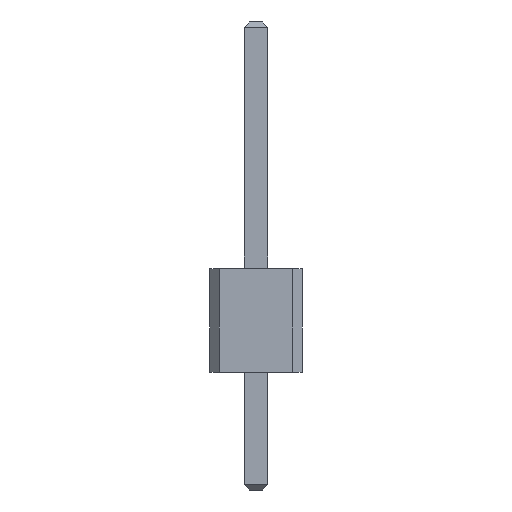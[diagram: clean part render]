
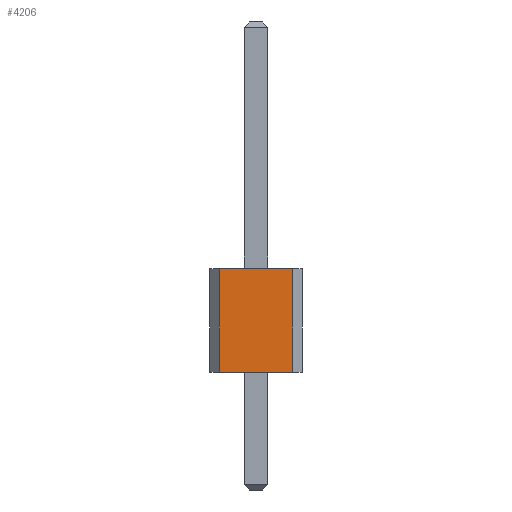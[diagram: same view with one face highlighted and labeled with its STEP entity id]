
A CAD part, left-side view. The second image highlights one B-rep face of the part: STEP entity #4206.
In plain terms, the highlighted planar face has unit normal (-1, 0, 0).
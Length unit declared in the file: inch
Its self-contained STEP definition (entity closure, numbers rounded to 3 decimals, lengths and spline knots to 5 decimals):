
#240=FACE_OUTER_BOUND('',#476,.T.);
#476=EDGE_LOOP('',(#3343,#3344,#3345,#3346));
#954=LINE('',#6426,#1530);
#957=LINE('',#6432,#1533);
#958=LINE('',#6434,#1534);
#959=LINE('',#6435,#1535);
#1530=VECTOR('',#5297,0.3937);
#1533=VECTOR('',#5302,0.3937);
#1534=VECTOR('',#5303,0.3937);
#1535=VECTOR('',#5304,0.3937);
#1952=VERTEX_POINT('',#6423);
#1953=VERTEX_POINT('',#6425);
#1955=VERTEX_POINT('',#6431);
#1956=VERTEX_POINT('',#6433);
#2466=EDGE_CURVE('',#1952,#1953,#954,.T.);
#2469=EDGE_CURVE('',#1955,#1952,#957,.T.);
#2470=EDGE_CURVE('',#1956,#1955,#958,.T.);
#2471=EDGE_CURVE('',#1956,#1953,#959,.T.);
#3343=ORIENTED_EDGE('',*,*,#2466,.F.);
#3344=ORIENTED_EDGE('',*,*,#2469,.F.);
#3345=ORIENTED_EDGE('',*,*,#2470,.F.);
#3346=ORIENTED_EDGE('',*,*,#2471,.T.);
#3970=PLANE('',#4478);
#4206=ADVANCED_FACE('',(#240),#3970,.T.);
#4478=AXIS2_PLACEMENT_3D('',#6430,#5300,#5301);
#5297=DIRECTION('',(0.,0.,1.));
#5300=DIRECTION('center_axis',(-1.,0.,0.));
#5301=DIRECTION('ref_axis',(0.,1.,0.));
#5302=DIRECTION('',(0.,1.,0.));
#5303=DIRECTION('',(0.,0.,-1.));
#5304=DIRECTION('',(0.,1.,0.));
#6423=CARTESIAN_POINT('',(-0.04853,0.03924,-0.00024));
#6425=CARTESIAN_POINT('',(-0.04853,0.03924,0.11));
#6426=CARTESIAN_POINT('',(-0.04853,0.03924,0.11));
#6430=CARTESIAN_POINT('Origin',(-0.04853,-0.04924,
0.11));
#6431=CARTESIAN_POINT('',(-0.04853,-0.03924,-0.00024));
#6432=CARTESIAN_POINT('',(-0.04853,-0.04924,-0.00024));
#6433=CARTESIAN_POINT('',(-0.04853,-0.03924,0.11));
#6434=CARTESIAN_POINT('',(-0.04853,-0.03924,0.11));
#6435=CARTESIAN_POINT('',(-0.04853,-0.04924,0.11));
